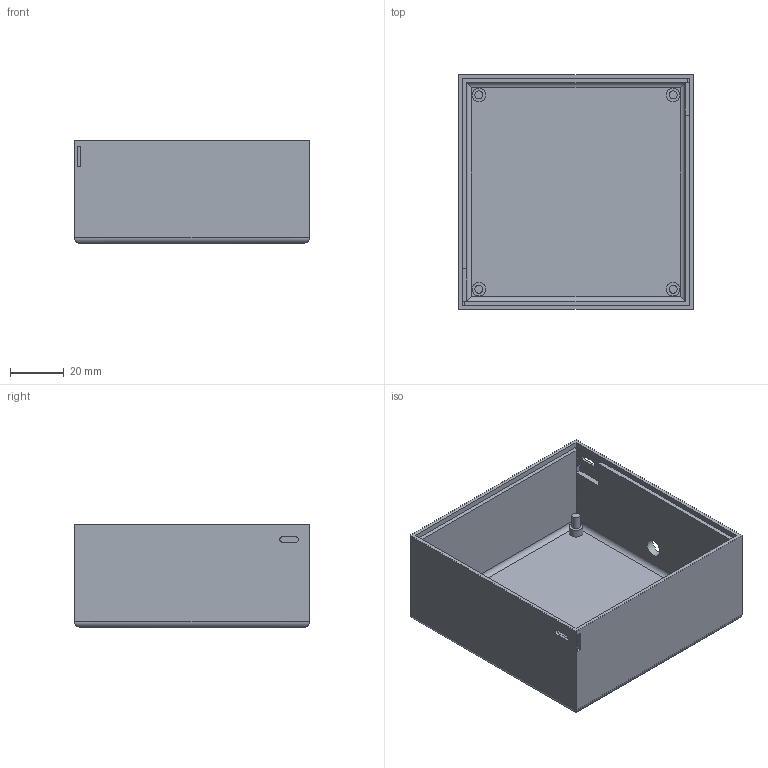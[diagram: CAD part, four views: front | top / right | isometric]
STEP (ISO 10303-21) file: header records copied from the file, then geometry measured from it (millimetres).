
FILE_DESCRIPTION(('FreeCAD Model'),'2;1');
FILE_NAME('BottomCase.step', '2020-06-26T17:14:03',('Author'),(''), 'Open CASCADE STEP processor 7.3','FreeCAD','Unknown');
FILE_SCHEMA(('AUTOMOTIVE_DESIGN { 1 0 10303 214 1 1 1 1 }'));
Length unit declared in the file: millimetre
Products named in the file (1): Fillet001
Bounding box: 87 x 87 x 38 mm (x, y, z)
Volume: 56574.3 mm3; surface area: 39688.8 mm2
Topology: 1 solids, 1 shells, 72 faces, 169 edges, 106 vertices
Faces by surface type: plane 51, cylinder 21
Full cylindrical faces by diameter (mm): 3 x4, 5 x4, 6.5 x1
Entity records: 4360 total; most frequent: CARTESIAN_POINT 860, DIRECTION 650, LINE 415, VECTOR 415, ORIENTED_EDGE 338, PCURVE 338, DEFINITIONAL_REPRESENTATION 338, EDGE_CURVE 169
